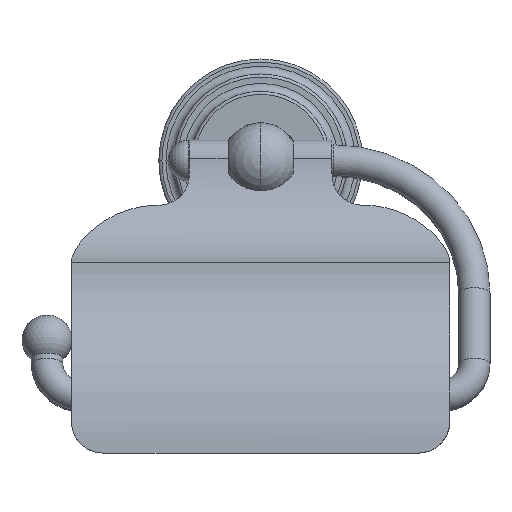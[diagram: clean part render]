
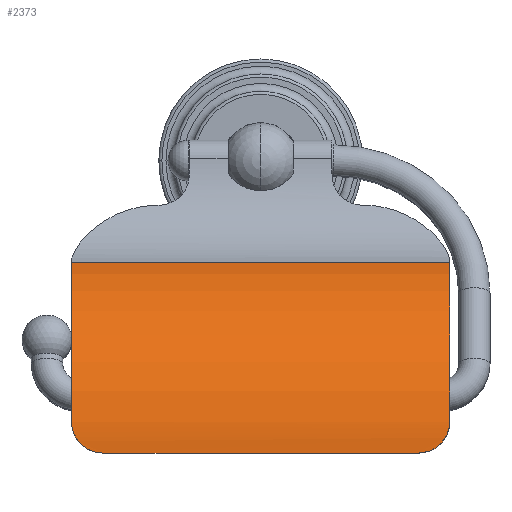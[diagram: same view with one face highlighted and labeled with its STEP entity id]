
A CAD part, top view. The second image highlights one B-rep face of the part: STEP entity #2373.
In plain terms, the highlighted cylindrical face has radius 64.77 mm (diameter 129.54 mm), a partial arc.
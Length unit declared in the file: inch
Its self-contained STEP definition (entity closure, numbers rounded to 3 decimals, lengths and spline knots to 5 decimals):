
#664=DIRECTION('',(-1.,0.,0.));
#665=VECTOR('',#664,4.75);
#666=CARTESIAN_POINT('',(2.375,-1.27742,3.23315));
#667=LINE('',#666,#665);
#801=CARTESIAN_POINT('',(2.375,-3.70205,2.44344));
#802=DIRECTION('',(-1.,0.,0.));
#803=DIRECTION('',(0.,0.164,0.986));
#804=AXIS2_PLACEMENT_3D('',#801,#802,#803);
#829=CARTESIAN_POINT('',(1.981,-3.67716,4.99332));
#830=CARTESIAN_POINT('',(1.9884,-3.67716,4.99332));
#831=CARTESIAN_POINT('',(2.00317,-3.67674,4.99331));
#832=CARTESIAN_POINT('',(2.02531,-3.67487,4.99329));
#833=CARTESIAN_POINT('',(2.0473,-3.67175,4.99326));
#834=CARTESIAN_POINT('',(2.06903,-3.66741,4.9932));
#835=CARTESIAN_POINT('',(2.09053,-3.66184,4.99312));
#836=CARTESIAN_POINT('',(2.11169,-3.65507,4.99301));
#837=CARTESIAN_POINT('',(2.1324,-3.64714,4.99285));
#838=CARTESIAN_POINT('',(2.15261,-3.63805,4.99264));
#839=CARTESIAN_POINT('',(2.17232,-3.62783,4.99237));
#840=CARTESIAN_POINT('',(2.1914,-3.61653,4.99201));
#841=CARTESIAN_POINT('',(2.20977,-3.60421,4.99157));
#842=CARTESIAN_POINT('',(2.22745,-3.59085,4.99103));
#843=CARTESIAN_POINT('',(2.24434,-3.57652,4.99036));
#844=CARTESIAN_POINT('',(2.26036,-3.56132,4.98957));
#845=CARTESIAN_POINT('',(2.27549,-3.54525,4.98863));
#846=CARTESIAN_POINT('',(2.28972,-3.52834,4.98753));
#847=CARTESIAN_POINT('',(2.30296,-3.51069,4.98627));
#848=CARTESIAN_POINT('',(2.31515,-3.49238,4.98483));
#849=CARTESIAN_POINT('',(2.32632,-3.47339,4.98319));
#850=CARTESIAN_POINT('',(2.33641,-3.4538,4.98135));
#851=CARTESIAN_POINT('',(2.34536,-3.43373,4.97931));
#852=CARTESIAN_POINT('',(2.35319,-3.4132,4.97705));
#853=CARTESIAN_POINT('',(2.35987,-3.39222,4.97458));
#854=CARTESIAN_POINT('',(2.36536,-3.3709,4.97188));
#855=CARTESIAN_POINT('',(2.36965,-3.34935,4.96896));
#856=CARTESIAN_POINT('',(2.37273,-3.32753,4.96582));
#857=CARTESIAN_POINT('',(2.37459,-3.30553,4.96245));
#858=CARTESIAN_POINT('',(2.375,-3.29084,4.96007));
#859=CARTESIAN_POINT('',(2.375,-3.28347,4.95885));
#861=DIRECTION('',(-1.,0.,0.));
#862=VECTOR('',#861,3.962);
#863=CARTESIAN_POINT('',(1.981,-3.67716,4.99332));
#864=LINE('',#863,#862);
#865=CARTESIAN_POINT('',(-2.375,-3.28347,4.95885));
#866=CARTESIAN_POINT('',(-2.375,-3.29084,4.96007));
#867=CARTESIAN_POINT('',(-2.37459,-3.30553,4.96245));
#868=CARTESIAN_POINT('',(-2.37273,-3.32753,4.96582));
#869=CARTESIAN_POINT('',(-2.36965,-3.34935,4.96896));
#870=CARTESIAN_POINT('',(-2.36536,-3.3709,4.97188));
#871=CARTESIAN_POINT('',(-2.35987,-3.39222,4.97458));
#872=CARTESIAN_POINT('',(-2.35319,-3.4132,4.97705));
#873=CARTESIAN_POINT('',(-2.34536,-3.43373,4.97931));
#874=CARTESIAN_POINT('',(-2.33641,-3.4538,4.98135));
#875=CARTESIAN_POINT('',(-2.32632,-3.47339,4.98319));
#876=CARTESIAN_POINT('',(-2.31515,-3.49238,4.98483));
#877=CARTESIAN_POINT('',(-2.30296,-3.51069,4.98627));
#878=CARTESIAN_POINT('',(-2.28972,-3.52834,4.98753));
#879=CARTESIAN_POINT('',(-2.27549,-3.54525,4.98863));
#880=CARTESIAN_POINT('',(-2.26036,-3.56132,4.98957));
#881=CARTESIAN_POINT('',(-2.24434,-3.57652,4.99036));
#882=CARTESIAN_POINT('',(-2.22745,-3.59085,4.99103));
#883=CARTESIAN_POINT('',(-2.20977,-3.60421,4.99157));
#884=CARTESIAN_POINT('',(-2.1914,-3.61653,4.99201));
#885=CARTESIAN_POINT('',(-2.17232,-3.62783,4.99237));
#886=CARTESIAN_POINT('',(-2.15261,-3.63805,4.99264));
#887=CARTESIAN_POINT('',(-2.1324,-3.64714,4.99285));
#888=CARTESIAN_POINT('',(-2.11169,-3.65507,4.99301));
#889=CARTESIAN_POINT('',(-2.09053,-3.66184,4.99312));
#890=CARTESIAN_POINT('',(-2.06903,-3.66741,4.9932));
#891=CARTESIAN_POINT('',(-2.0473,-3.67175,4.99326));
#892=CARTESIAN_POINT('',(-2.02531,-3.67487,4.99329));
#893=CARTESIAN_POINT('',(-2.00317,-3.67674,4.99331));
#894=CARTESIAN_POINT('',(-1.9884,-3.67716,4.99332));
#895=CARTESIAN_POINT('',(-1.981,-3.67716,4.99332));
#977=CARTESIAN_POINT('',(-2.375,-3.70205,2.44344));
#978=DIRECTION('',(-1.,0.,0.));
#979=DIRECTION('',(0.,0.164,0.986));
#980=AXIS2_PLACEMENT_3D('',#977,#978,#979);
#1574=CARTESIAN_POINT('',(2.375,-1.27742,3.23315));
#1575=CARTESIAN_POINT('',(-2.375,-1.27742,3.23315));
#1576=VERTEX_POINT('',#1574);
#1577=VERTEX_POINT('',#1575);
#1602=CARTESIAN_POINT('',(2.375,-3.28347,4.95885));
#1603=VERTEX_POINT('',#1602);
#1604=CARTESIAN_POINT('',(-2.375,-3.28347,4.95885));
#1605=VERTEX_POINT('',#1604);
#1625=VERTEX_POINT('',#895);
#1631=CARTESIAN_POINT('',(1.981,-3.67716,4.99332));
#1632=VERTEX_POINT('',#1631);
#2356=CARTESIAN_POINT('',(2.375,-3.70205,2.44344));
#2357=DIRECTION('',(-1.,0.,0.));
#2358=DIRECTION('',(0.,0.643,0.766));
#2359=AXIS2_PLACEMENT_3D('',#2356,#2357,#2358);
#2360=CYLINDRICAL_SURFACE('',#2359,2.55);
#2361=ORIENTED_EDGE('',*,*,#2344,.F.);
#2363=ORIENTED_EDGE('',*,*,#2362,.F.);
#2365=ORIENTED_EDGE('',*,*,#2364,.T.);
#2367=ORIENTED_EDGE('',*,*,#2366,.F.);
#2369=ORIENTED_EDGE('',*,*,#2368,.T.);
#2370=ORIENTED_EDGE('',*,*,#2305,.F.);
#2371=EDGE_LOOP('',(#2361,#2363,#2365,#2367,#2369,#2370));
#2372=FACE_OUTER_BOUND('',#2371,.F.);
#2373=ADVANCED_FACE('',(#2372),#2360,.T.);
#805=CIRCLE('',#804,2.55);
#860=B_SPLINE_CURVE_WITH_KNOTS('',3,(#829,#830,#831,#832,#833,#834,#835,#836,
#837,#838,#839,#840,#841,#842,#843,#844,#845,#846,#847,#848,#849,#850,#851,#852,
#853,#854,#855,#856,#857,#858,#859),.UNSPECIFIED.,.F.,.F.,(4,1,1,1,1,1,1,1,1,1,
1,1,1,1,1,1,1,1,1,1,1,1,1,1,1,1,1,1,4),(0.,0.03571,
0.07143,0.10714,0.14286,0.17857,
0.21429,0.25,0.28571,0.32143,0.35714,
0.39286,0.42857,0.46429,0.5,0.53571,
0.57143,0.60714,0.64286,0.67857,
0.71429,0.75,0.78571,0.82143,0.85714,
0.89286,0.92857,0.96429,1.),.UNSPECIFIED.);
#896=B_SPLINE_CURVE_WITH_KNOTS('',3,(#865,#866,#867,#868,#869,#870,#871,#872,
#873,#874,#875,#876,#877,#878,#879,#880,#881,#882,#883,#884,#885,#886,#887,#888,
#889,#890,#891,#892,#893,#894,#895),.UNSPECIFIED.,.F.,.F.,(4,1,1,1,1,1,1,1,1,1,
1,1,1,1,1,1,1,1,1,1,1,1,1,1,1,1,1,1,4),(0.,0.03571,
0.07143,0.10714,0.14286,0.17857,
0.21429,0.25,0.28571,0.32143,0.35714,
0.39286,0.42857,0.46429,0.5,0.53571,
0.57143,0.60714,0.64286,0.67857,
0.71429,0.75,0.78571,0.82143,0.85714,
0.89286,0.92857,0.96429,1.),.UNSPECIFIED.);
#981=CIRCLE('',#980,2.55);
#2305=EDGE_CURVE('',#1576,#1577,#667,.T.);
#2344=EDGE_CURVE('',#1603,#1576,#805,.T.);
#2362=EDGE_CURVE('',#1632,#1603,#860,.T.);
#2364=EDGE_CURVE('',#1632,#1625,#864,.T.);
#2366=EDGE_CURVE('',#1605,#1625,#896,.T.);
#2368=EDGE_CURVE('',#1605,#1577,#981,.T.);
